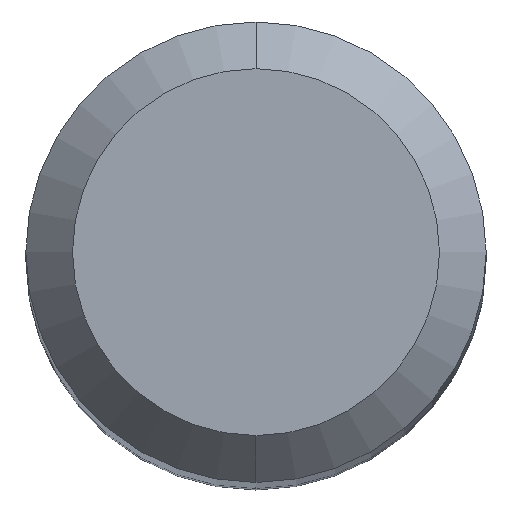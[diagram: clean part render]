
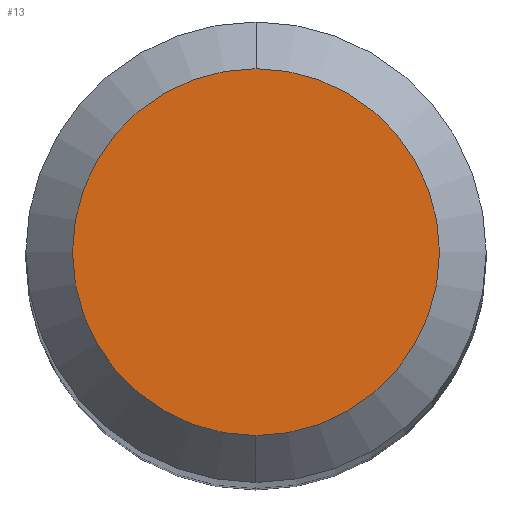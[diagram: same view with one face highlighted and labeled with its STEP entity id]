
A CAD part, top view. The second image highlights one B-rep face of the part: STEP entity #13.
In plain terms, the highlighted planar face has unit normal (0, 0, 1).
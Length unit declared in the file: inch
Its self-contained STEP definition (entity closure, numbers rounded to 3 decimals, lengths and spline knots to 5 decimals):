
#1 = EDGE_CURVE ( 'NONE', #101, #387, #208, .T. ) ;
#13 = ADVANCED_FACE ( 'NONE', ( #56 ), #405, .F. ) ;
#24 = DIRECTION ( 'NONE',  ( 0., 0., 1. ) ) ;
#36 = AXIS2_PLACEMENT_3D ( 'NONE', #129, #305, #375 ) ;
#56 = FACE_OUTER_BOUND ( 'NONE', #84, .T. ) ;
#60 = EDGE_CURVE ( 'NONE', #387, #101, #253, .T. ) ;
#84 = EDGE_LOOP ( 'NONE', ( #143, #354 ) ) ;
#95 = AXIS2_PLACEMENT_3D ( 'NONE', #193, #314, #162 ) ;
#101 = VERTEX_POINT ( 'NONE', #388 ) ;
#129 = CARTESIAN_POINT ( 'NONE',  ( 0., 0.07845, 0. ) ) ;
#143 = ORIENTED_EDGE ( 'NONE', *, *, #60, .T. ) ;
#162 = DIRECTION ( 'NONE',  ( 0., -1., 0. ) ) ;
#193 = CARTESIAN_POINT ( 'NONE',  ( 0., 0., 0. ) ) ;
#200 = AXIS2_PLACEMENT_3D ( 'NONE', #406, #24, #334 ) ;
#208 = CIRCLE ( 'NONE', #200, 0.07845 ) ;
#253 = CIRCLE ( 'NONE', #95, 0.07845 ) ;
#305 = DIRECTION ( 'NONE',  ( 0., 0., -1. ) ) ;
#314 = DIRECTION ( 'NONE',  ( 0., 0., 1. ) ) ;
#334 = DIRECTION ( 'NONE',  ( 0., -1., 0. ) ) ;
#354 = ORIENTED_EDGE ( 'NONE', *, *, #1, .T. ) ;
#375 = DIRECTION ( 'NONE',  ( 0., 1., 0. ) ) ;
#387 = VERTEX_POINT ( 'NONE', #409 ) ;
#388 = CARTESIAN_POINT ( 'NONE',  ( 0., -0.07845, 0. ) ) ;
#405 = PLANE ( 'NONE',  #36 ) ;
#406 = CARTESIAN_POINT ( 'NONE',  ( 0., 0., 0. ) ) ;
#409 = CARTESIAN_POINT ( 'NONE',  ( 0., 0.07845, 0. ) ) ;
